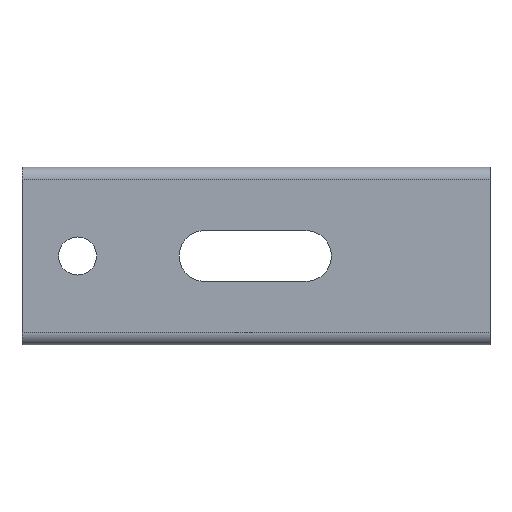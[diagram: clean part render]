
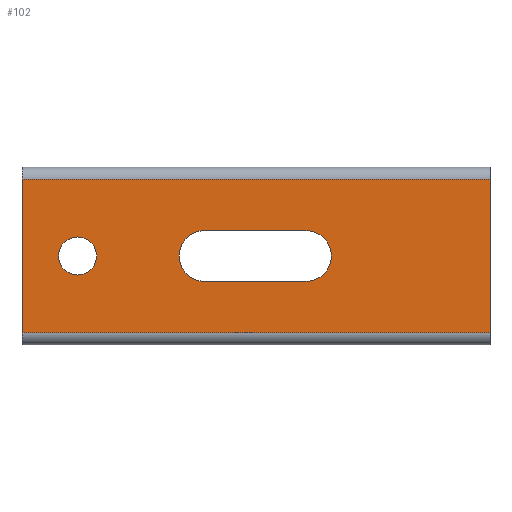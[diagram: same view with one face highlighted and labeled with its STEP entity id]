
A CAD part, front view. The second image highlights one B-rep face of the part: STEP entity #102.
In plain terms, the highlighted planar face has unit normal (0, -1, 0).
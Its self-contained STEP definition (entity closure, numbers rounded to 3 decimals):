
#16=CARTESIAN_POINT('',(664.448,-3.0,-2355.629));
#17=VERTEX_POINT('',#16);
#18=CARTESIAN_POINT('',(632.448,-3.0,-2355.629));
#19=VERTEX_POINT('',#18);
#20=CARTESIAN_POINT('',(664.448,-3.0,-2355.629));
#21=DIRECTION('',(-1.0,0.0,0.0));
#22=VECTOR('',#21,1.0);
#23=LINE('',#20,#22);
#24=EDGE_CURVE('no 328',#17,#19,#23,.T.);
#25=ORIENTED_EDGE('',*,*,#24,.T.);
#26=CARTESIAN_POINT('',(632.448,-3.0,-2339.629));
#27=VERTEX_POINT('',#26);
#28=CARTESIAN_POINT('',(632.448,-3.0,-2347.629));
#29=DIRECTION('',(0.0,1.0,0.0));
#30=DIRECTION('',(0.0,-0.0,1.0));
#31=AXIS2_PLACEMENT_3D('',#28,#29,#30);
#32=CIRCLE('',#31,8.0);
#33=EDGE_CURVE('no 324',#19,#27,#32,.T.);
#34=ORIENTED_EDGE('',*,*,#33,.T.);
#35=CARTESIAN_POINT('',(664.448,-3.0,-2339.629));
#36=VERTEX_POINT('',#35);
#37=CARTESIAN_POINT('',(664.448,-3.0,-2339.629));
#38=DIRECTION('',(1.0,0.0,0.0));
#39=VECTOR('',#38,1.0);
#40=LINE('',#37,#39);
#41=EDGE_CURVE('no 336',#27,#36,#40,.T.);
#42=ORIENTED_EDGE('',*,*,#41,.T.);
#43=CARTESIAN_POINT('',(664.448,-3.0,-2347.629));
#44=DIRECTION('',(0.0,1.0,0.0));
#45=DIRECTION('',(0.0,-0.0,1.0));
#46=AXIS2_PLACEMENT_3D('',#43,#44,#45);
#47=CIRCLE('',#46,8.0);
#48=EDGE_CURVE('no 332',#36,#17,#47,.T.);
#49=ORIENTED_EDGE('',*,*,#48,.T.);
#50=EDGE_LOOP('',(#25,#34,#42,#49));
#51=FACE_OUTER_BOUND('',#50,.T.);
#52=CARTESIAN_POINT('',(592.448,-3.0,-2341.629));
#53=VERTEX_POINT('',#52);
#54=CARTESIAN_POINT('',(592.448,-3.0,-2347.629));
#55=DIRECTION('',(0.0,1.0,0.0));
#56=DIRECTION('',(0.0,-0.0,1.0));
#57=AXIS2_PLACEMENT_3D('',#54,#55,#56);
#58=CIRCLE('',#57,6.0);
#59=EDGE_CURVE('no 426',#53,#53,#58,.T.);
#60=ORIENTED_EDGE('',*,*,#59,.T.);
#61=EDGE_LOOP('',(#60));
#62=FACE_BOUND('',#61,.T.);
#63=CARTESIAN_POINT('',(722.448,-3.0,-2323.365));
#64=VERTEX_POINT('',#63);
#65=CARTESIAN_POINT('',(722.448,-3.0,-2371.892));
#66=VERTEX_POINT('',#65);
#67=CARTESIAN_POINT('',(722.448,-3.0,-2384.476));
#68=DIRECTION('',(0.0,0.0,-1.0));
#69=VECTOR('',#68,1.0);
#70=LINE('',#67,#69);
#71=EDGE_CURVE('no 795',#64,#66,#70,.T.);
#72=ORIENTED_EDGE('',*,*,#71,.F.);
#73=CARTESIAN_POINT('',(574.948,-3.0,-2323.365));
#74=VERTEX_POINT('',#73);
#75=CARTESIAN_POINT('',(584.948,-3.0,-2323.365));
#76=DIRECTION('',(-1.0,0.0,0.0));
#77=VECTOR('',#76,1.0);
#78=LINE('',#75,#77);
#79=EDGE_CURVE('no 1308',#64,#74,#78,.T.);
#80=ORIENTED_EDGE('',*,*,#79,.T.);
#81=CARTESIAN_POINT('',(574.948,-3.0,-2371.892));
#82=VERTEX_POINT('',#81);
#83=CARTESIAN_POINT('',(574.948,-3.0,-2311.56));
#84=DIRECTION('',(0.0,0.0,1.0));
#85=VECTOR('',#84,1.0);
#86=LINE('',#83,#85);
#87=EDGE_CURVE('no 683',#82,#74,#86,.T.);
#88=ORIENTED_EDGE('',*,*,#87,.F.);
#89=CARTESIAN_POINT('',(584.948,-3.0,-2371.892));
#90=DIRECTION('',(-1.0,0.0,0.0));
#91=VECTOR('',#90,1.0);
#92=LINE('',#89,#91);
#93=EDGE_CURVE('no 904',#66,#82,#92,.T.);
#94=ORIENTED_EDGE('',*,*,#93,.F.);
#95=EDGE_LOOP('',(#72,#80,#88,#94));
#96=FACE_BOUND('',#95,.T.);
#97=CARTESIAN_POINT('',(584.948,-3.0,-2311.56));
#98=DIRECTION('',(0.0,1.0,0.0));
#99=DIRECTION('',(0.0,-0.0,1.0));
#100=AXIS2_PLACEMENT_3D('',#97,#98,#99);
#101=PLANE('',#100);
#102=ADVANCED_FACE('no 814',(#51,#62,#96),#101,.F.);
